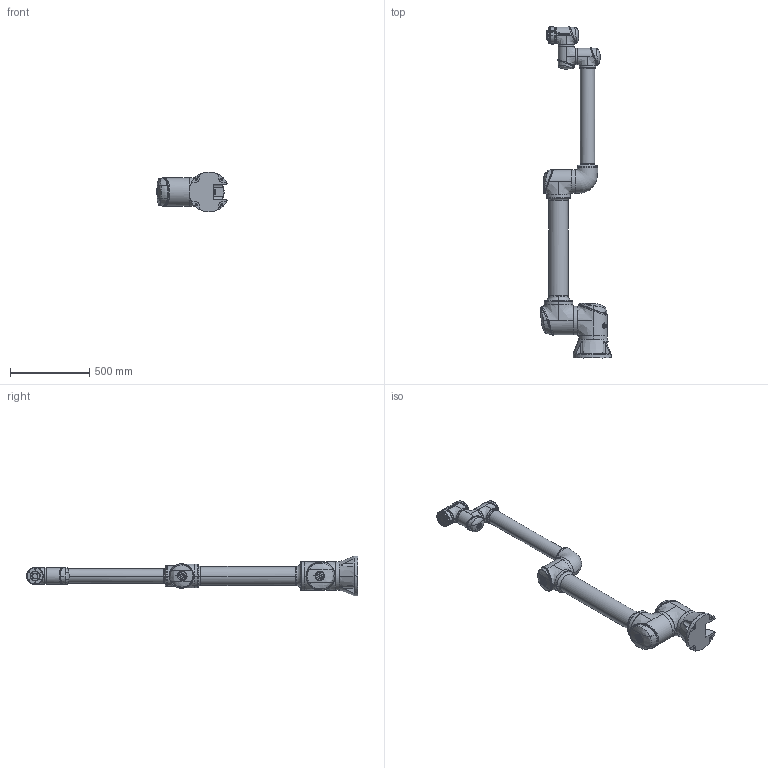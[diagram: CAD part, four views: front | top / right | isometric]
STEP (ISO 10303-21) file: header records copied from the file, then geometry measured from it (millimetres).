
FILE_DESCRIPTION (( 'STEP AP214' ), '1' );
FILE_NAME ('GCR25-1800.STEP', '2024-03-05T01:54:42', ( '' ), ( '' ), 'SwSTEP 2.0', 'SolidWorks 2018', '' );
FILE_SCHEMA (( 'AUTOMOTIVE_DESIGN' ));
Length unit declared in the file: millimetre
Products named in the file (9): GCR25-1800(2)^GCR25-1800; GCR25-J2_1^GCR25-1800(2)_GCR25-1800; GCR25-J1_1^GCR25-1800(2)_GCR25-1800; GCR25-1800; GCR25-J5_1^GCR25-1800(2)_GCR25-1800; GCR25-J3_1^GCR25-1800(2)_GCR25-1800; GCR25-J6_1^GCR25-1800(2)_GCR25-1800; GCR25-J0_1^GCR25-1800(2)_GCR25-1800; GCR25-J4_1^GCR25-1800(2)_GCR25-1800
Assembly tree (8 placements, depth 3):
  GCR25-1800
    GCR25-1800(2)^GCR25-1800
      GCR25-J0_1^GCR25-1800(2)_GCR25-1800
      GCR25-J1_1^GCR25-1800(2)_GCR25-1800
      GCR25-J2_1^GCR25-1800(2)_GCR25-1800
      GCR25-J3_1^GCR25-1800(2)_GCR25-1800
      GCR25-J4_1^GCR25-1800(2)_GCR25-1800
      GCR25-J5_1^GCR25-1800(2)_GCR25-1800
      GCR25-J6_1^GCR25-1800(2)_GCR25-1800
Bounding box: 442.8 x 2092.47 x 252 mm (x, y, z)
Volume: 655238.3 mm3; surface area: 2006936 mm2
Topology: 4 solids, 46 shells, 1322 faces, 3566 edges, 2399 vertices
Faces by surface type: cylinder 483, plane 436, bspline 278, torus 62, cone 61, sphere 2
Entity records: 217031 total; most frequent: CARTESIAN_POINT 189129, ORIENTED_EDGE 6838, EDGE_CURVE 3529, DIRECTION 3175, B_SPLINE_CURVE_WITH_KNOTS 2644, VERTEX_POINT 2399, EDGE_LOOP 1506, FACE_OUTER_BOUND 1323
